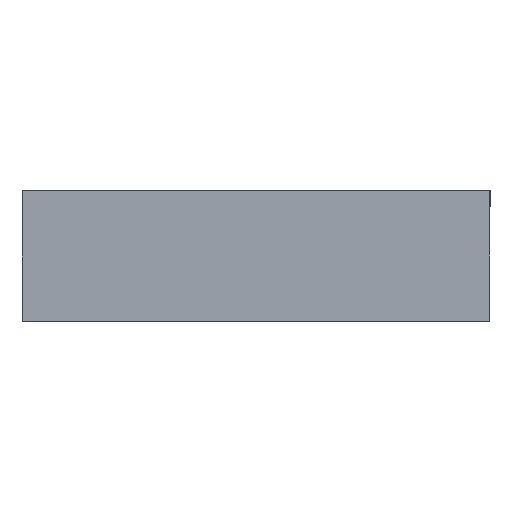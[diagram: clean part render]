
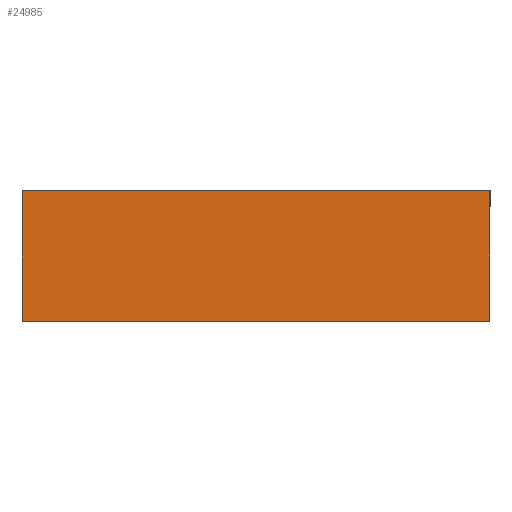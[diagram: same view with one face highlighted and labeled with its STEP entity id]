
A CAD part, left-side view. The second image highlights one B-rep face of the part: STEP entity #24985.
In plain terms, the highlighted planar face has unit normal (-1, 0, 0).
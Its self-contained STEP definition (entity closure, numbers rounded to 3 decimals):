
#939=PLANE('',#26553);
#2484=FACE_OUTER_BOUND('',#4200,.T.);
#4200=EDGE_LOOP('',(#21056,#21057,#21058,#21059));
#5009=LINE('',#33929,#8437);
#7025=LINE('',#38040,#10453);
#7027=LINE('',#38044,#10455);
#7028=LINE('',#38045,#10456);
#8437=VECTOR('',#27385,34.);
#10453=VECTOR('',#30897,9.5);
#10455=VECTOR('',#30901,34.);
#10456=VECTOR('',#30902,9.5);
#11873=VERTEX_POINT('',#33926);
#11874=VERTEX_POINT('',#33928);
#13221=VERTEX_POINT('',#38038);
#13222=VERTEX_POINT('',#38043);
#13937=EDGE_CURVE('',#11874,#11873,#5009,.T.);
#15953=EDGE_CURVE('',#11873,#13221,#7025,.T.);
#15955=EDGE_CURVE('',#13222,#13221,#7027,.T.);
#15956=EDGE_CURVE('',#11874,#13222,#7028,.T.);
#21056=ORIENTED_EDGE('',*,*,#15955,.F.);
#21057=ORIENTED_EDGE('',*,*,#15956,.F.);
#21058=ORIENTED_EDGE('',*,*,#13937,.T.);
#21059=ORIENTED_EDGE('',*,*,#15953,.T.);
#24985=ADVANCED_FACE('',(#2484),#939,.T.);
#26553=AXIS2_PLACEMENT_3D('',#38042,#30899,#30900);
#27385=DIRECTION('',(0.,0.,-1.));
#30897=DIRECTION('',(0.,-1.,0.));
#30899=DIRECTION('center_axis',(-1.,0.,0.));
#30900=DIRECTION('ref_axis',(0.,0.,1.));
#30901=DIRECTION('',(0.,0.,-1.));
#30902=DIRECTION('',(0.,-1.,0.));
#33926=CARTESIAN_POINT('',(-22.5,9.5,-17.));
#33928=CARTESIAN_POINT('',(-22.5,9.5,17.));
#33929=CARTESIAN_POINT('',(-22.5,9.5,17.));
#38038=CARTESIAN_POINT('',(-22.5,0.,-17.));
#38040=CARTESIAN_POINT('',(-22.5,9.5,-17.));
#38042=CARTESIAN_POINT('Origin',(-22.5,9.5,17.));
#38043=CARTESIAN_POINT('',(-22.5,0.,17.));
#38044=CARTESIAN_POINT('',(-22.5,0.,17.));
#38045=CARTESIAN_POINT('',(-22.5,9.5,17.));
